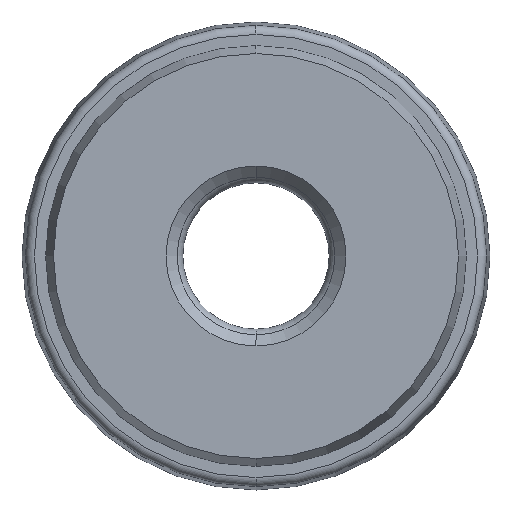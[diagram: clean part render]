
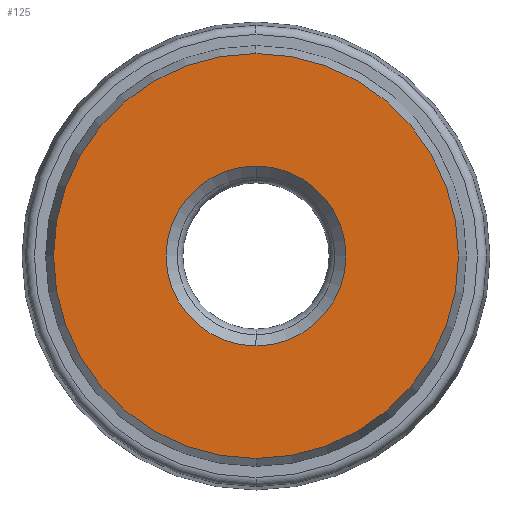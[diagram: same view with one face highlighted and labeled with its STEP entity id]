
A CAD part, left-side view. The second image highlights one B-rep face of the part: STEP entity #125.
In plain terms, the highlighted planar face has unit normal (-1, 0, 0).
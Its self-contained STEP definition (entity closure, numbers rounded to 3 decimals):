
#125 = ADVANCED_FACE ( 'NONE', ( #171, #182 ), #498, .F. ) ;
#160 = ORIENTED_EDGE ( 'NONE', *, *, #901, .T. ) ;
#164 = ORIENTED_EDGE ( 'NONE', *, *, #827, .T. ) ;
#167 = ORIENTED_EDGE ( 'NONE', *, *, #832, .T. ) ;
#169 = ORIENTED_EDGE ( 'NONE', *, *, #895, .T. ) ;
#171 = FACE_BOUND ( 'NONE', #807, .T. ) ;
#182 = FACE_OUTER_BOUND ( 'NONE', #802, .T. ) ;
#214 = AXIS2_PLACEMENT_3D ( 'NONE', #1028, #1047, #1031 ) ;
#216 = AXIS2_PLACEMENT_3D ( 'NONE', #1008, #1012, #1013 ) ;
#240 = AXIS2_PLACEMENT_3D ( 'NONE', #394, #397, #398 ) ;
#257 = AXIS2_PLACEMENT_3D ( 'NONE', #1078, #1068, #1054 ) ;
#340 = CARTESIAN_POINT ( 'NONE',  ( 0., 0., -9. ) ) ;
#352 = CARTESIAN_POINT ( 'NONE',  ( 0., 0., 4. ) ) ;
#374 = CARTESIAN_POINT ( 'NONE',  ( 0., 0., 9. ) ) ;
#379 = CARTESIAN_POINT ( 'NONE',  ( 0., 0., -4. ) ) ;
#394 = CARTESIAN_POINT ( 'NONE',  ( 0., 0., 0. ) ) ;
#397 = DIRECTION ( 'NONE',  ( -1., 0., 0. ) ) ;
#398 = DIRECTION ( 'NONE',  ( 0., 0., 1. ) ) ;
#466 = CIRCLE ( 'NONE', #216, 9. ) ;
#469 = CIRCLE ( 'NONE', #214, 4. ) ;
#480 = CARTESIAN_POINT ( 'NONE',  ( 0., 3.5, 0. ) ) ;
#485 = DIRECTION ( 'NONE',  ( 1., 0., 0. ) ) ;
#488 = DIRECTION ( 'NONE',  ( 0., 0., -1. ) ) ;
#498 = PLANE ( 'NONE',  #905 ) ;
#603 = CIRCLE ( 'NONE', #240, 9. ) ;
#623 = CIRCLE ( 'NONE', #257, 4. ) ;
#666 = VERTEX_POINT ( 'NONE', #374 ) ;
#667 = VERTEX_POINT ( 'NONE', #379 ) ;
#679 = VERTEX_POINT ( 'NONE', #352 ) ;
#685 = VERTEX_POINT ( 'NONE', #340 ) ;
#802 = EDGE_LOOP ( 'NONE', ( #169, #164 ) ) ;
#807 = EDGE_LOOP ( 'NONE', ( #167, #160 ) ) ;
#827 = EDGE_CURVE ( 'NONE', #666, #685, #603, .T. ) ;
#832 = EDGE_CURVE ( 'NONE', #679, #667, #623, .T. ) ;
#895 = EDGE_CURVE ( 'NONE', #685, #666, #466, .T. ) ;
#901 = EDGE_CURVE ( 'NONE', #667, #679, #469, .T. ) ;
#905 = AXIS2_PLACEMENT_3D ( 'NONE', #480, #485, #488 ) ;
#1008 = CARTESIAN_POINT ( 'NONE',  ( 0., 0., 0. ) ) ;
#1012 = DIRECTION ( 'NONE',  ( -1., 0., 0. ) ) ;
#1013 = DIRECTION ( 'NONE',  ( 0., 0., 1. ) ) ;
#1028 = CARTESIAN_POINT ( 'NONE',  ( 0., 0., 0. ) ) ;
#1031 = DIRECTION ( 'NONE',  ( 0., 0., -1. ) ) ;
#1047 = DIRECTION ( 'NONE',  ( 1., 0., 0. ) ) ;
#1054 = DIRECTION ( 'NONE',  ( 0., 0., -1. ) ) ;
#1068 = DIRECTION ( 'NONE',  ( 1., 0., 0. ) ) ;
#1078 = CARTESIAN_POINT ( 'NONE',  ( 0., 0., 0. ) ) ;
